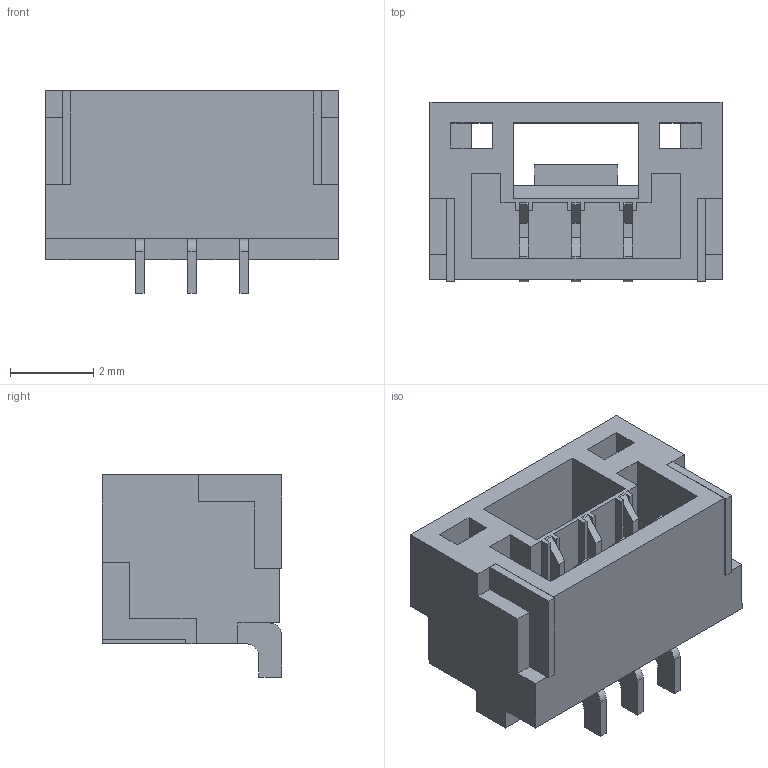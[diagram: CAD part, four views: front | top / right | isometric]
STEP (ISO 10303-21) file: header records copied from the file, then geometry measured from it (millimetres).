
FILE_DESCRIPTION (( 'STEP AP214' ), '1' );
FILE_NAME ('SM03B-GHS-TB.STEP', '2019-04-07T09:21:50', ( '' ), ( '' ), 'SwSTEP 2.0', 'SolidWorks 2018', '' );
FILE_SCHEMA (( 'AUTOMOTIVE_DESIGN' ));
Length unit declared in the file: millimetre
Products named in the file (1): SM03B-GHS-TB
Bounding box: 7 x 4.3 x 4.85 mm (x, y, z)
Volume: 66.8 mm3; surface area: 316.3 mm2
Topology: 6 solids, 6 shells, 180 faces, 510 edges, 338 vertices
Faces by surface type: plane 174, cylinder 6
Entity records: 6118 total; most frequent: CARTESIAN_POINT 1029, ORIENTED_EDGE 1020, DIRECTION 884, EDGE_CURVE 510, LINE 498, VECTOR 498, VERTEX_POINT 338, AXIS2_PLACEMENT_3D 193
